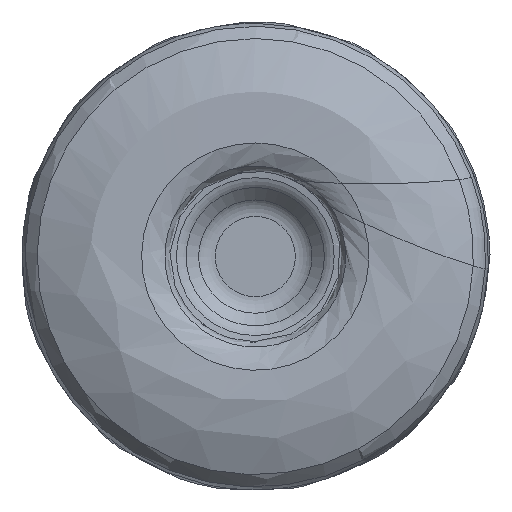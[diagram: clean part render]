
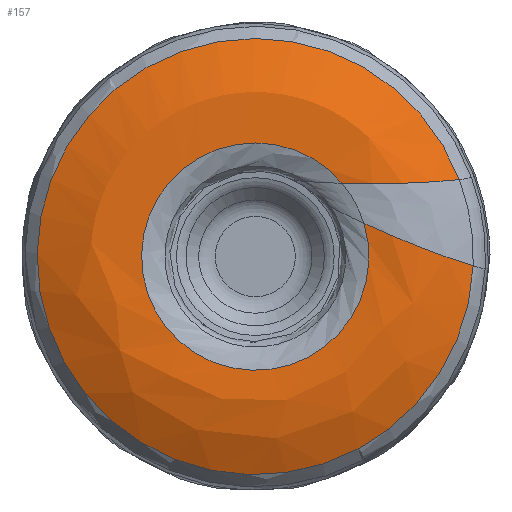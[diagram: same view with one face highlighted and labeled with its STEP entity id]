
A CAD part, left-side view. The second image highlights one B-rep face of the part: STEP entity #157.
In plain terms, the highlighted free-form (B-spline) face has degree [3, 3] with [4, 7] control points.
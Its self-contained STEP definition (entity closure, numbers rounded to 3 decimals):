
#76=(
BOUNDED_SURFACE()
B_SPLINE_SURFACE(3,3,((#1149,#1150,#1151,#1152,#1153,#1154,#1155),(#1156,
#1157,#1158,#1159,#1160,#1161,#1162),(#1163,#1164,#1165,#1166,#1167,#1168,
#1169),(#1170,#1171,#1172,#1173,#1174,#1175,#1176)),.UNSPECIFIED.,.F.,.F.,
 .F.)
B_SPLINE_SURFACE_WITH_KNOTS((4,4),(4,3,4),(0.,1.),(0.,0.5,1.),
 .UNSPECIFIED.)
GEOMETRIC_REPRESENTATION_ITEM()
RATIONAL_B_SPLINE_SURFACE(((1.,0.4,0.4,1.,0.4,
0.4,1.),(0.96,0.385,0.385,
0.96,0.385,0.385,0.96),
(0.96,0.385,0.385,0.96,
0.385,0.385,0.96),(1.,0.4,
0.4,1.,0.4,0.4,1.)))
REPRESENTATION_ITEM('')
SURFACE()
);
#157=ADVANCED_FACE('',(#185),#76,.F.);
#185=FACE_OUTER_BOUND('',#239,.T.);
#239=EDGE_LOOP('',(#338,#339,#340,#341));
#338=ORIENTED_EDGE('',*,*,#441,.T.);
#339=ORIENTED_EDGE('',*,*,#468,.F.);
#340=ORIENTED_EDGE('',*,*,#442,.T.);
#341=ORIENTED_EDGE('',*,*,#467,.T.);
#395=VERTEX_POINT('',#892);
#396=VERTEX_POINT('',#893);
#397=VERTEX_POINT('',#913);
#398=VERTEX_POINT('',#914);
#441=EDGE_CURVE('',#395,#397,#502,.T.);
#442=EDGE_CURVE('',#398,#396,#503,.T.);
#467=EDGE_CURVE('',#396,#395,#526,.T.);
#468=EDGE_CURVE('',#398,#397,#527,.T.);
#502=CIRCLE('',#577,6.);
#503=CIRCLE('',#578,6.);
#526=CIRCLE('',#601,3.899);
#527=CIRCLE('',#602,7.481);
#577=AXIS2_PLACEMENT_3D('',#915,#696,#697);
#578=AXIS2_PLACEMENT_3D('',#916,#698,#699);
#601=AXIS2_PLACEMENT_3D('',#1119,#746,#747);
#602=AXIS2_PLACEMENT_3D('',#1148,#748,#749);
#696=DIRECTION('',(-0.174,0.,0.985));
#697=DIRECTION('',(0.985,0.,0.174));
#698=DIRECTION('',(0.174,0.387,-0.906));
#699=DIRECTION('',(0.985,-0.068,0.16));
#746=DIRECTION('',(1.,0.,0.));
#747=DIRECTION('',(0.,-0.956,0.293));
#748=DIRECTION('',(1.,0.,0.));
#749=DIRECTION('',(0.,-0.999,-0.043));
#892=CARTESIAN_POINT('',(0.084,-2.98,2.515));
#893=CARTESIAN_POINT('',(0.084,-3.728,1.143));
#913=CARTESIAN_POINT('',(0.797,-7.,2.641));
#914=CARTESIAN_POINT('',(0.797,-7.474,-0.319));
#915=CARTESIAN_POINT('',(5.909,-3.99,3.542));
#916=CARTESIAN_POINT('',(5.909,-5.06,1.691));
#1119=CARTESIAN_POINT('',(0.084,0.,0.));
#1148=CARTESIAN_POINT('',(0.797,0.,0.));
#1149=CARTESIAN_POINT('',(0.084,-3.728,1.143));
#1150=CARTESIAN_POINT('',(0.084,-5.622,-5.032));
#1151=CARTESIAN_POINT('',(0.084,0.331,-7.537));
#1152=CARTESIAN_POINT('',(0.084,3.424,-1.867));
#1153=CARTESIAN_POINT('',(0.084,6.516,3.804));
#1154=CARTESIAN_POINT('',(0.084,1.185,7.451));
#1155=CARTESIAN_POINT('',(0.084,-2.98,2.515));
#1156=CARTESIAN_POINT('',(-0.151,-4.997,0.557));
#1157=CARTESIAN_POINT('',(-0.151,-5.919,-7.721));
#1158=CARTESIAN_POINT('',(-0.151,2.223,-9.471));
#1159=CARTESIAN_POINT('',(-0.151,4.784,-1.546));
#1160=CARTESIAN_POINT('',(-0.151,7.346,6.378));
#1161=CARTESIAN_POINT('',(-0.151,-0.281,9.724));
#1162=CARTESIAN_POINT('',(-0.151,-4.378,2.473));
#1163=CARTESIAN_POINT('',(0.097,-6.298,0.049));
#1164=CARTESIAN_POINT('',(0.097,-6.379,-10.382));
#1165=CARTESIAN_POINT('',(0.097,3.991,-11.513));
#1166=CARTESIAN_POINT('',(0.097,6.16,-1.31));
#1167=CARTESIAN_POINT('',(0.097,8.329,8.894));
#1168=CARTESIAN_POINT('',(0.097,-1.604,12.079));
#1169=CARTESIAN_POINT('',(0.097,-5.773,2.517));
#1170=CARTESIAN_POINT('',(0.797,-7.474,-0.319));
#1171=CARTESIAN_POINT('',(0.797,-6.946,-12.699));
#1172=CARTESIAN_POINT('',(0.797,5.424,-13.42));
#1173=CARTESIAN_POINT('',(0.797,7.387,-1.185));
#1174=CARTESIAN_POINT('',(0.797,9.349,11.05));
#1175=CARTESIAN_POINT('',(0.797,-2.626,14.234));
#1176=CARTESIAN_POINT('',(0.797,-7.,2.641));
